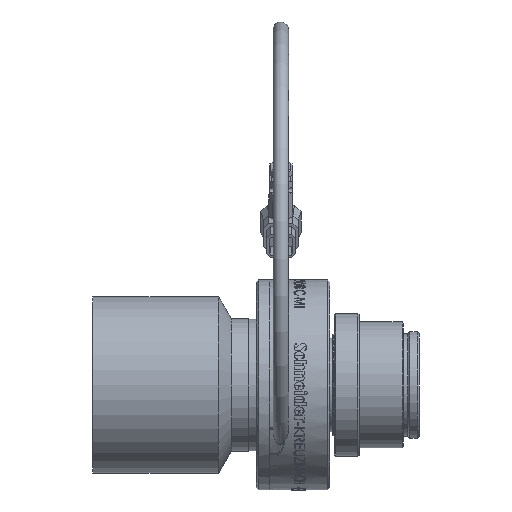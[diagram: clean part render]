
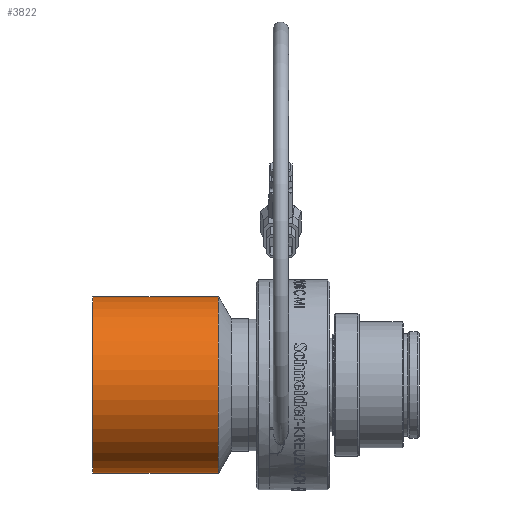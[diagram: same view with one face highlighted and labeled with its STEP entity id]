
A CAD part, front view. The second image highlights one B-rep face of the part: STEP entity #3822.
In plain terms, the highlighted cylindrical face has radius 21 mm (diameter 42 mm), a full revolution.
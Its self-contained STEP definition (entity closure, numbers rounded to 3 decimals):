
#262=CYLINDRICAL_SURFACE('',#14578,21.);
#3822=ADVANCED_FACE('',(#4548,#4549),#262,.T.);
#4548=FACE_BOUND('',#5370,.T.);
#4549=FACE_BOUND('',#5371,.T.);
#5370=EDGE_LOOP('',(#8150));
#5371=EDGE_LOOP('',(#8151));
#8150=ORIENTED_EDGE('',*,*,#12541,.T.);
#8151=ORIENTED_EDGE('',*,*,#12540,.F.);
#10553=VERTEX_POINT('',#21046);
#10554=VERTEX_POINT('',#21049);
#12540=EDGE_CURVE('',#10553,#10553,#13670,.T.);
#12541=EDGE_CURVE('',#10554,#10554,#13671,.T.);
#13670=CIRCLE('',#14575,21.);
#13671=CIRCLE('',#14577,21.);
#14575=AXIS2_PLACEMENT_3D('',#21045,#17252,#17253);
#14577=AXIS2_PLACEMENT_3D('',#21048,#17256,#17257);
#14578=AXIS2_PLACEMENT_3D('',#21050,#17258,#17259);
#17252=DIRECTION('',(-1.,0.,0.));
#17253=DIRECTION('',(0.,1.,0.));
#17256=DIRECTION('',(-1.,0.,0.));
#17257=DIRECTION('',(0.,1.,0.));
#17258=DIRECTION('',(1.,0.,0.));
#17259=DIRECTION('',(0.,1.,0.));
#21045=CARTESIAN_POINT('',(-91.516,0.,0.));
#21046=CARTESIAN_POINT('',(-91.516,21.,0.));
#21048=CARTESIAN_POINT('',(-61.547,0.,0.));
#21049=CARTESIAN_POINT('',(-61.547,21.,0.));
#21050=CARTESIAN_POINT('',(-91.516,0.,0.));
